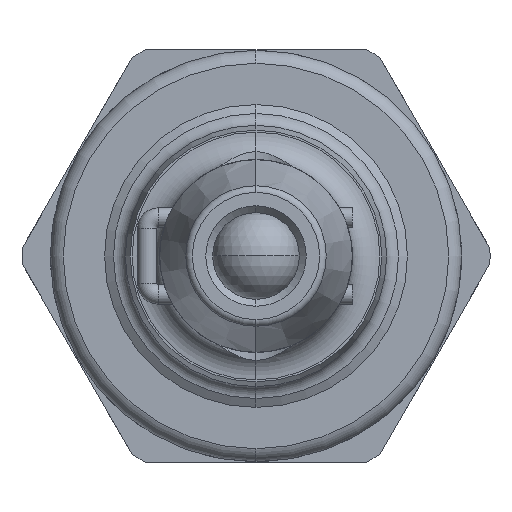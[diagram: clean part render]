
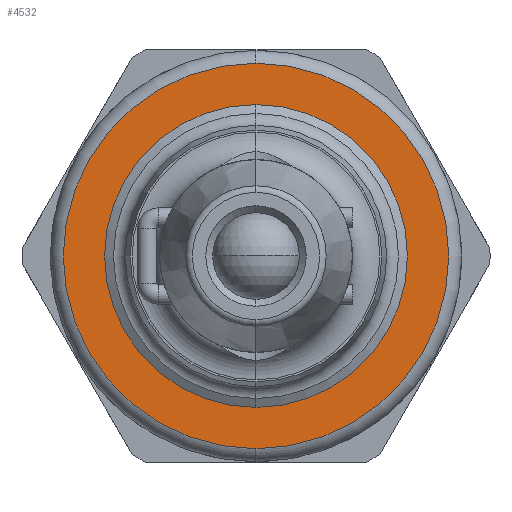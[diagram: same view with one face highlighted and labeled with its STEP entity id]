
A CAD part, left-side view. The second image highlights one B-rep face of the part: STEP entity #4532.
In plain terms, the highlighted planar face has unit normal (-1, 0, 0).
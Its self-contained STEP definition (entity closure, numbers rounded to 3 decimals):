
#130 = AXIS2_PLACEMENT_3D ( 'NONE', #4132, #4072, #4516 ) ;
#222 = CIRCLE ( 'NONE', #3284, 11. ) ;
#286 = VERTEX_POINT ( 'NONE', #4417 ) ;
#404 = DIRECTION ( 'NONE',  ( 0., 0., -1. ) ) ;
#425 = CARTESIAN_POINT ( 'NONE',  ( -30.57, 0., -11. ) ) ;
#456 = CARTESIAN_POINT ( 'NONE',  ( -30.57, 0., 0. ) ) ;
#502 = VERTEX_POINT ( 'NONE', #425 ) ;
#610 = ORIENTED_EDGE ( 'NONE', *, *, #4839, .F. ) ;
#797 = EDGE_CURVE ( 'NONE', #2925, #4906, #3978, .T. ) ;
#922 = ORIENTED_EDGE ( 'NONE', *, *, #3453, .T. ) ;
#1086 = EDGE_LOOP ( 'NONE', ( #922, #2356 ) ) ;
#1184 = CIRCLE ( 'NONE', #4288, 14. ) ;
#1231 = DIRECTION ( 'NONE',  ( 0., 0., -1. ) ) ;
#1386 = AXIS2_PLACEMENT_3D ( 'NONE', #2714, #4198, #6102 ) ;
#1716 = DIRECTION ( 'NONE',  ( -1., 0., 0. ) ) ;
#1804 = FACE_BOUND ( 'NONE', #5284, .T. ) ;
#1980 = EDGE_CURVE ( 'NONE', #286, #502, #2826, .T. ) ;
#2356 = ORIENTED_EDGE ( 'NONE', *, *, #797, .T. ) ;
#2413 = CARTESIAN_POINT ( 'NONE',  ( -30.57, 0., 14. ) ) ;
#2672 = FACE_OUTER_BOUND ( 'NONE', #1086, .T. ) ;
#2714 = CARTESIAN_POINT ( 'NONE',  ( -30.57, -11., 0. ) ) ;
#2826 = CIRCLE ( 'NONE', #130, 11. ) ;
#2925 = VERTEX_POINT ( 'NONE', #2413 ) ;
#3243 = DIRECTION ( 'NONE',  ( -1., 0., 0. ) ) ;
#3284 = AXIS2_PLACEMENT_3D ( 'NONE', #6168, #3243, #3719 ) ;
#3366 = CARTESIAN_POINT ( 'NONE',  ( -30.57, 0., -14. ) ) ;
#3453 = EDGE_CURVE ( 'NONE', #4906, #2925, #1184, .T. ) ;
#3719 = DIRECTION ( 'NONE',  ( 0., 0., -1. ) ) ;
#3978 = CIRCLE ( 'NONE', #4810, 14. ) ;
#4072 = DIRECTION ( 'NONE',  ( -1., 0., 0. ) ) ;
#4132 = CARTESIAN_POINT ( 'NONE',  ( -30.57, 0., 0. ) ) ;
#4198 = DIRECTION ( 'NONE',  ( -1., 0., 0. ) ) ;
#4288 = AXIS2_PLACEMENT_3D ( 'NONE', #4645, #1716, #1231 ) ;
#4330 = DIRECTION ( 'NONE',  ( -1., 0., 0. ) ) ;
#4417 = CARTESIAN_POINT ( 'NONE',  ( -30.57, 0., 11. ) ) ;
#4516 = DIRECTION ( 'NONE',  ( 0., 0., -1. ) ) ;
#4532 = ADVANCED_FACE ( 'NONE', ( #2672, #1804 ), #6122, .T. ) ;
#4645 = CARTESIAN_POINT ( 'NONE',  ( -30.57, 0., 0. ) ) ;
#4810 = AXIS2_PLACEMENT_3D ( 'NONE', #456, #4330, #404 ) ;
#4839 = EDGE_CURVE ( 'NONE', #502, #286, #222, .T. ) ;
#4906 = VERTEX_POINT ( 'NONE', #3366 ) ;
#5268 = ORIENTED_EDGE ( 'NONE', *, *, #1980, .F. ) ;
#5284 = EDGE_LOOP ( 'NONE', ( #5268, #610 ) ) ;
#6102 = DIRECTION ( 'NONE',  ( 0., 0., -1. ) ) ;
#6122 = PLANE ( 'NONE',  #1386 ) ;
#6168 = CARTESIAN_POINT ( 'NONE',  ( -30.57, 0., 0. ) ) ;
